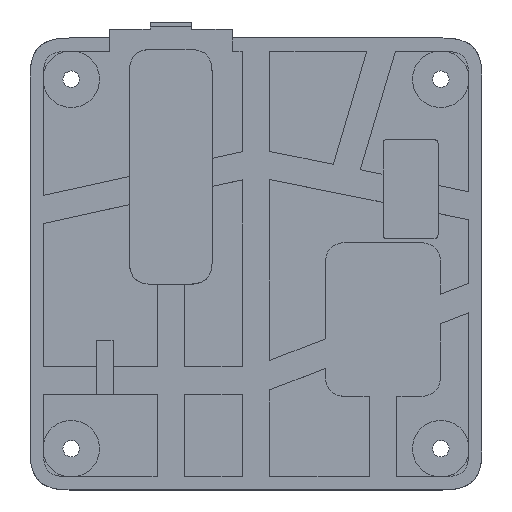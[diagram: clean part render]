
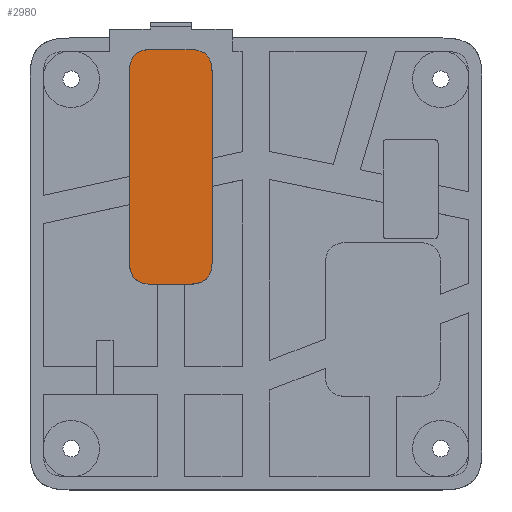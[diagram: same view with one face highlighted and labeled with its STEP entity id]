
A CAD part, top view. The second image highlights one B-rep face of the part: STEP entity #2980.
In plain terms, the highlighted planar face has unit normal (0, 0, 1).
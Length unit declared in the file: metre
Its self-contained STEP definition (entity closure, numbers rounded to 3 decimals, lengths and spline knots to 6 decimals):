
#176=B_SPLINE_CURVE_WITH_KNOTS('',3,(#5434,#5435,#5436,#5437),
 .UNSPECIFIED.,.F.,.F.,(4,4),(0.,1.),.UNSPECIFIED.);
#177=B_SPLINE_CURVE_WITH_KNOTS('',3,(#5441,#5442,#5443,#5444),
 .UNSPECIFIED.,.F.,.F.,(4,4),(0.,1.),.UNSPECIFIED.);
#178=B_SPLINE_CURVE_WITH_KNOTS('',3,(#5448,#5449,#5450,#5451),
 .UNSPECIFIED.,.F.,.F.,(4,4),(0.,1.),.UNSPECIFIED.);
#179=B_SPLINE_CURVE_WITH_KNOTS('',3,(#5455,#5456,#5457,#5458),
 .UNSPECIFIED.,.F.,.F.,(4,4),(0.,1.),.UNSPECIFIED.);
#720=ORIENTED_EDGE('',*,*,#1434,.F.);
#721=ORIENTED_EDGE('',*,*,#1435,.T.);
#722=ORIENTED_EDGE('',*,*,#1436,.F.);
#723=ORIENTED_EDGE('',*,*,#1437,.T.);
#724=ORIENTED_EDGE('',*,*,#1438,.F.);
#725=ORIENTED_EDGE('',*,*,#1439,.T.);
#726=ORIENTED_EDGE('',*,*,#1440,.F.);
#727=ORIENTED_EDGE('',*,*,#1441,.T.);
#1434=EDGE_CURVE('',#1776,#1777,#2046,.T.);
#1435=EDGE_CURVE('',#1776,#1778,#176,.T.);
#1436=EDGE_CURVE('',#1779,#1778,#2047,.T.);
#1437=EDGE_CURVE('',#1779,#1780,#177,.T.);
#1438=EDGE_CURVE('',#1781,#1780,#2048,.T.);
#1439=EDGE_CURVE('',#1781,#1782,#178,.T.);
#1440=EDGE_CURVE('',#1783,#1782,#2049,.T.);
#1441=EDGE_CURVE('',#1783,#1777,#179,.T.);
#1776=VERTEX_POINT('',#5432);
#1777=VERTEX_POINT('',#5433);
#1778=VERTEX_POINT('',#5438);
#1779=VERTEX_POINT('',#5440);
#1780=VERTEX_POINT('',#5445);
#1781=VERTEX_POINT('',#5447);
#1782=VERTEX_POINT('',#5452);
#1783=VERTEX_POINT('',#5454);
#2046=LINE('',#5431,#2340);
#2047=LINE('',#5439,#2341);
#2048=LINE('',#5446,#2342);
#2049=LINE('',#5453,#2343);
#2340=VECTOR('',#3778,1.);
#2341=VECTOR('',#3779,1.);
#2342=VECTOR('',#3780,1.);
#2343=VECTOR('',#3781,1.);
#2502=EDGE_LOOP('',(#720,#721,#722,#723,#724,#725,#726,#727));
#2698=FACE_BOUND('',#2502,.T.);
#2833=PLANE('',#3200);
#2980=ADVANCED_FACE('',(#2698),#2833,.F.);
#3200=AXIS2_PLACEMENT_3D('',#5430,#3776,#3777);
#3776=DIRECTION('',(0.,0.,-1.));
#3777=DIRECTION('',(-1.,0.,0.));
#3778=DIRECTION('',(-1.,0.,0.));
#3779=DIRECTION('',(0.,-1.,0.));
#3780=DIRECTION('',(1.,0.,0.));
#3781=DIRECTION('',(0.,1.,0.));
#5430=CARTESIAN_POINT('',(-0.015495,0.017665,-0.0136));
#5431=CARTESIAN_POINT('',(-0.015495,-0.00367,-0.0136));
#5432=CARTESIAN_POINT('',(-0.01199,-0.00367,-0.0136));
#5433=CARTESIAN_POINT('',(-0.019,-0.00367,-0.0136));
#5434=CARTESIAN_POINT('',(-0.01199,-0.00367,-0.0136));
#5435=CARTESIAN_POINT('',(-0.009323,-0.00367,-0.0136));
#5436=CARTESIAN_POINT('',(-0.00799,-0.002337,-0.0136));
#5437=CARTESIAN_POINT('',(-0.00799,0.00033,-0.0136));
#5438=CARTESIAN_POINT('',(-0.00799,0.00033,-0.0136));
#5439=CARTESIAN_POINT('',(-0.00799,0.017665,-0.0136));
#5440=CARTESIAN_POINT('',(-0.00799,0.035,-0.0136));
#5441=CARTESIAN_POINT('',(-0.00799,0.035,-0.0136));
#5442=CARTESIAN_POINT('',(-0.00799,0.037667,-0.0136));
#5443=CARTESIAN_POINT('',(-0.009323,0.039,-0.0136));
#5444=CARTESIAN_POINT('',(-0.01199,0.039,-0.0136));
#5445=CARTESIAN_POINT('',(-0.01199,0.039,-0.0136));
#5446=CARTESIAN_POINT('',(-0.015495,0.039,-0.0136));
#5447=CARTESIAN_POINT('',(-0.019,0.039,-0.0136));
#5448=CARTESIAN_POINT('',(-0.019,0.039,-0.0136));
#5449=CARTESIAN_POINT('',(-0.021667,0.039,-0.0136));
#5450=CARTESIAN_POINT('',(-0.023,0.037667,-0.0136));
#5451=CARTESIAN_POINT('',(-0.023,0.035,-0.0136));
#5452=CARTESIAN_POINT('',(-0.023,0.035,-0.0136));
#5453=CARTESIAN_POINT('',(-0.023,0.017665,-0.0136));
#5454=CARTESIAN_POINT('',(-0.023,0.00033,-0.0136));
#5455=CARTESIAN_POINT('',(-0.023,0.00033,-0.0136));
#5456=CARTESIAN_POINT('',(-0.023,-0.002337,-0.0136));
#5457=CARTESIAN_POINT('',(-0.021667,-0.00367,-0.0136));
#5458=CARTESIAN_POINT('',(-0.019,-0.00367,-0.0136));
